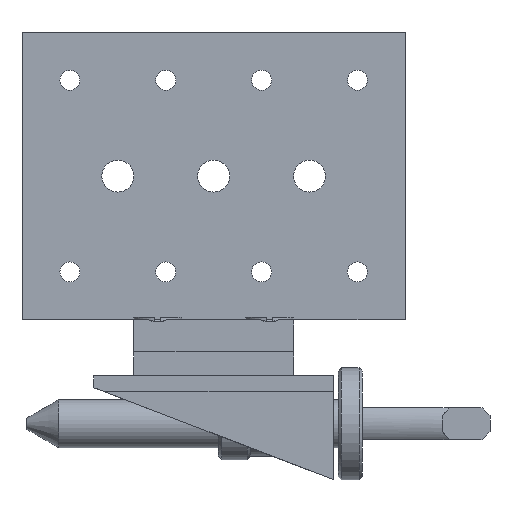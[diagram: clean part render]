
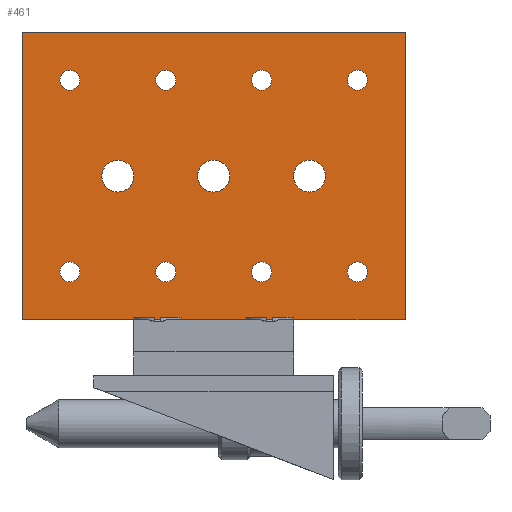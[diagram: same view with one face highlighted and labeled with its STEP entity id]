
A CAD part, front view. The second image highlights one B-rep face of the part: STEP entity #461.
In plain terms, the highlighted planar face has unit normal (0, -1, 0).
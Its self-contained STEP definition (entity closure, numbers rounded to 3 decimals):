
#273=FACE_BOUND('',#693,.T.);
#274=FACE_BOUND('',#694,.T.);
#275=FACE_BOUND('',#695,.T.);
#276=FACE_BOUND('',#696,.T.);
#277=FACE_BOUND('',#697,.T.);
#278=FACE_BOUND('',#698,.T.);
#279=FACE_BOUND('',#699,.T.);
#280=FACE_BOUND('',#700,.T.);
#281=FACE_BOUND('',#701,.T.);
#282=FACE_BOUND('',#702,.T.);
#283=FACE_BOUND('',#703,.T.);
#284=FACE_BOUND('',#704,.T.);
#373=PLANE('',#2062);
#461=ADVANCED_FACE('',(#273,#274,#275,#276,#277,#278,#279,#280,#281,#282,
#283,#284),#373,.T.);
#693=EDGE_LOOP('',(#1291));
#694=EDGE_LOOP('',(#1292));
#695=EDGE_LOOP('',(#1293));
#696=EDGE_LOOP('',(#1294));
#697=EDGE_LOOP('',(#1295));
#698=EDGE_LOOP('',(#1296));
#699=EDGE_LOOP('',(#1297));
#700=EDGE_LOOP('',(#1298));
#701=EDGE_LOOP('',(#1299));
#702=EDGE_LOOP('',(#1300));
#703=EDGE_LOOP('',(#1301));
#704=EDGE_LOOP('',(#1302,#1303,#1304,#1305,#1306,#1307));
#824=LINE('',#2900,#943);
#841=LINE('',#3021,#960);
#843=LINE('',#3025,#962);
#848=LINE('',#3035,#967);
#851=LINE('',#3041,#970);
#853=LINE('',#3044,#972);
#943=VECTOR('',#2369,1.);
#960=VECTOR('',#2438,1.);
#962=VECTOR('',#2442,1.);
#967=VECTOR('',#2449,1.);
#970=VECTOR('',#2454,1.);
#972=VECTOR('',#2458,1.);
#1291=ORIENTED_EDGE('',*,*,#1759,.T.);
#1292=ORIENTED_EDGE('',*,*,#1760,.T.);
#1293=ORIENTED_EDGE('',*,*,#1761,.T.);
#1294=ORIENTED_EDGE('',*,*,#1762,.T.);
#1295=ORIENTED_EDGE('',*,*,#1763,.T.);
#1296=ORIENTED_EDGE('',*,*,#1764,.T.);
#1297=ORIENTED_EDGE('',*,*,#1765,.T.);
#1298=ORIENTED_EDGE('',*,*,#1766,.T.);
#1299=ORIENTED_EDGE('',*,*,#1767,.F.);
#1300=ORIENTED_EDGE('',*,*,#1768,.F.);
#1301=ORIENTED_EDGE('',*,*,#1769,.F.);
#1302=ORIENTED_EDGE('',*,*,#1746,.T.);
#1303=ORIENTED_EDGE('',*,*,#1710,.T.);
#1304=ORIENTED_EDGE('',*,*,#1748,.T.);
#1305=ORIENTED_EDGE('',*,*,#1753,.T.);
#1306=ORIENTED_EDGE('',*,*,#1756,.T.);
#1307=ORIENTED_EDGE('',*,*,#1758,.T.);
#1525=VERTEX_POINT('',#2901);
#1526=VERTEX_POINT('',#2902);
#1547=VERTEX_POINT('',#3022);
#1548=VERTEX_POINT('',#3026);
#1551=VERTEX_POINT('',#3034);
#1553=VERTEX_POINT('',#3040);
#1554=VERTEX_POINT('',#3047);
#1555=VERTEX_POINT('',#3049);
#1556=VERTEX_POINT('',#3051);
#1557=VERTEX_POINT('',#3053);
#1558=VERTEX_POINT('',#3055);
#1559=VERTEX_POINT('',#3057);
#1560=VERTEX_POINT('',#3059);
#1561=VERTEX_POINT('',#3061);
#1562=VERTEX_POINT('',#3063);
#1563=VERTEX_POINT('',#3065);
#1564=VERTEX_POINT('',#3067);
#1710=EDGE_CURVE('',#1525,#1526,#824,.T.);
#1746=EDGE_CURVE('',#1547,#1525,#841,.T.);
#1748=EDGE_CURVE('',#1526,#1548,#843,.T.);
#1753=EDGE_CURVE('',#1548,#1551,#848,.T.);
#1756=EDGE_CURVE('',#1551,#1553,#851,.T.);
#1758=EDGE_CURVE('',#1553,#1547,#853,.T.);
#1759=EDGE_CURVE('',#1554,#1554,#1876,.T.);
#1760=EDGE_CURVE('',#1555,#1555,#1877,.T.);
#1761=EDGE_CURVE('',#1556,#1556,#1878,.T.);
#1762=EDGE_CURVE('',#1557,#1557,#1879,.T.);
#1763=EDGE_CURVE('',#1558,#1558,#1880,.T.);
#1764=EDGE_CURVE('',#1559,#1559,#1881,.T.);
#1765=EDGE_CURVE('',#1560,#1560,#1882,.T.);
#1766=EDGE_CURVE('',#1561,#1561,#1883,.T.);
#1767=EDGE_CURVE('',#1562,#1562,#1884,.T.);
#1768=EDGE_CURVE('',#1563,#1563,#1885,.T.);
#1769=EDGE_CURVE('',#1564,#1564,#1886,.T.);
#1876=CIRCLE('',#2051,0.625);
#1877=CIRCLE('',#2052,0.625);
#1878=CIRCLE('',#2053,0.625);
#1879=CIRCLE('',#2054,0.625);
#1880=CIRCLE('',#2055,0.625);
#1881=CIRCLE('',#2056,0.625);
#1882=CIRCLE('',#2057,0.625);
#1883=CIRCLE('',#2058,0.625);
#1884=CIRCLE('',#2059,1.);
#1885=CIRCLE('',#2060,1.);
#1886=CIRCLE('',#2061,1.);
#2051=AXIS2_PLACEMENT_3D('',#3046,#2461,#2462);
#2052=AXIS2_PLACEMENT_3D('',#3048,#2463,#2464);
#2053=AXIS2_PLACEMENT_3D('',#3050,#2465,#2466);
#2054=AXIS2_PLACEMENT_3D('',#3052,#2467,#2468);
#2055=AXIS2_PLACEMENT_3D('',#3054,#2469,#2470);
#2056=AXIS2_PLACEMENT_3D('',#3056,#2471,#2472);
#2057=AXIS2_PLACEMENT_3D('',#3058,#2473,#2474);
#2058=AXIS2_PLACEMENT_3D('',#3060,#2475,#2476);
#2059=AXIS2_PLACEMENT_3D('',#3062,#2477,#2478);
#2060=AXIS2_PLACEMENT_3D('',#3064,#2479,#2480);
#2061=AXIS2_PLACEMENT_3D('',#3066,#2481,#2482);
#2062=AXIS2_PLACEMENT_3D('',#3068,#2483,#2484);
#2369=DIRECTION('',(0.,0.,-1.));
#2438=DIRECTION('',(0.,0.,-1.));
#2442=DIRECTION('',(0.,0.,-1.));
#2449=DIRECTION('',(1.,0.,0.));
#2454=DIRECTION('',(0.,0.,1.));
#2458=DIRECTION('',(-1.,0.,0.));
#2461=DIRECTION('',(0.,1.,0.));
#2462=DIRECTION('',(0.,0.,1.));
#2463=DIRECTION('',(0.,1.,0.));
#2464=DIRECTION('',(0.,0.,1.));
#2465=DIRECTION('',(0.,1.,0.));
#2466=DIRECTION('',(0.,0.,1.));
#2467=DIRECTION('',(0.,1.,0.));
#2468=DIRECTION('',(0.,0.,1.));
#2469=DIRECTION('',(0.,1.,0.));
#2470=DIRECTION('',(0.,0.,1.));
#2471=DIRECTION('',(0.,1.,0.));
#2472=DIRECTION('',(0.,0.,1.));
#2473=DIRECTION('',(0.,1.,0.));
#2474=DIRECTION('',(0.,0.,1.));
#2475=DIRECTION('',(0.,1.,0.));
#2476=DIRECTION('',(0.,0.,1.));
#2477=DIRECTION('',(0.,-1.,0.));
#2478=DIRECTION('',(1.,0.,0.));
#2479=DIRECTION('',(0.,-1.,0.));
#2480=DIRECTION('',(1.,0.,0.));
#2481=DIRECTION('',(0.,-1.,0.));
#2482=DIRECTION('',(1.,0.,0.));
#2483=DIRECTION('',(0.,-1.,0.));
#2484=DIRECTION('',(0.,0.,1.));
#2900=CARTESIAN_POINT('',(2.,-1.,12.));
#2901=CARTESIAN_POINT('',(2.,-1.,5.));
#2902=CARTESIAN_POINT('',(2.,-1.,-5.));
#3021=CARTESIAN_POINT('',(2.,-1.,12.));
#3022=CARTESIAN_POINT('',(2.,-1.,12.));
#3025=CARTESIAN_POINT('',(2.,-1.,12.));
#3026=CARTESIAN_POINT('',(2.,-1.,-12.));
#3034=CARTESIAN_POINT('',(20.,-1.,-12.));
#3035=CARTESIAN_POINT('',(2.,-1.,-12.));
#3040=CARTESIAN_POINT('',(20.,-1.,12.));
#3041=CARTESIAN_POINT('',(20.,-1.,-12.));
#3044=CARTESIAN_POINT('',(20.,-1.,12.));
#3046=CARTESIAN_POINT('',(17.001,-1.,9.));
#3047=CARTESIAN_POINT('',(17.001,-1.,9.625));
#3048=CARTESIAN_POINT('',(17.001,-1.,3.));
#3049=CARTESIAN_POINT('',(17.001,-1.,3.625));
#3050=CARTESIAN_POINT('',(17.001,-1.,-3.));
#3051=CARTESIAN_POINT('',(17.001,-1.,-2.375));
#3052=CARTESIAN_POINT('',(17.001,-1.,-9.));
#3053=CARTESIAN_POINT('',(17.001,-1.,-8.375));
#3054=CARTESIAN_POINT('',(5.,-1.,9.));
#3055=CARTESIAN_POINT('',(5.,-1.,9.625));
#3056=CARTESIAN_POINT('',(5.,-1.,3.));
#3057=CARTESIAN_POINT('',(5.,-1.,3.625));
#3058=CARTESIAN_POINT('',(5.,-1.,-3.));
#3059=CARTESIAN_POINT('',(5.,-1.,-2.375));
#3060=CARTESIAN_POINT('',(5.,-1.,-9.));
#3061=CARTESIAN_POINT('',(5.,-1.,-8.375));
#3062=CARTESIAN_POINT('',(11.,-1.,6.));
#3063=CARTESIAN_POINT('',(12.,-1.,6.));
#3064=CARTESIAN_POINT('',(11.,-1.,-6.));
#3065=CARTESIAN_POINT('',(12.,-1.,-6.));
#3066=CARTESIAN_POINT('',(11.,-1.,0.));
#3067=CARTESIAN_POINT('',(12.,-1.,0.));
#3068=CARTESIAN_POINT('',(0.,-1.,0.));
